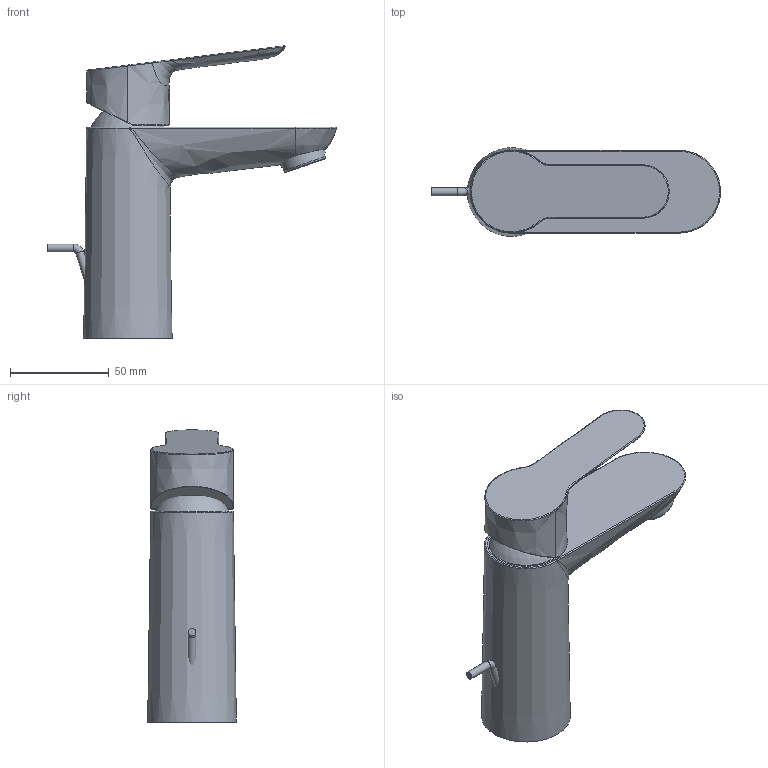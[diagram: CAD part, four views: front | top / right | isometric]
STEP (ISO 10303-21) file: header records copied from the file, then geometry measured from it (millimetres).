
FILE_DESCRIPTION(/* description */ ('Unknown'),/* implementation_level */ '2;1');
FILE_NAME(/* name */ '23328000',/* time_stamp */ '2022-09-01T17:32:51+02:00',/* author */ ('Unknown'),/* organization */ ('GROHE AG'),/* preprocessor_version */ 'ST-DEVELOPER v16.7',/* originating_system */ 'DEX',/* authorisation */ $);
FILE_SCHEMA (('AUTOMOTIVE_DESIGN {1 0 10303 214 3 1 1}'));
Length unit declared in the file: millimetre
Products named in the file (5): 23328000; 23328000_0; id81; face1
Assembly tree (4 placements, depth 2):
  23328000
    23328000
    23328000_0
    id81
    face1
Bounding box: 146.54 x 44.97 x 148.16 mm (x, y, z)
Volume: 1582.9 mm3; surface area: 65718.9 mm2
Topology: 3 solids, 8 shells, 92 faces, 202 edges, 119 vertices
Faces by surface type: bspline 45, plane 22, cylinder 12, torus 6, cone 6, sphere 1
Full cylindrical faces by diameter (mm): 4 x4, 23.6 x1, 24.5 x2
Entity records: 6035 total; most frequent: CARTESIAN_POINT 3911, ORIENTED_EDGE 351, DIRECTION 185, EDGE_CURVE 179, B_SPLINE_CURVE_WITH_KNOTS 131, VERTEX_POINT 113, EDGE_LOOP 111, FACE_BOUND 111
